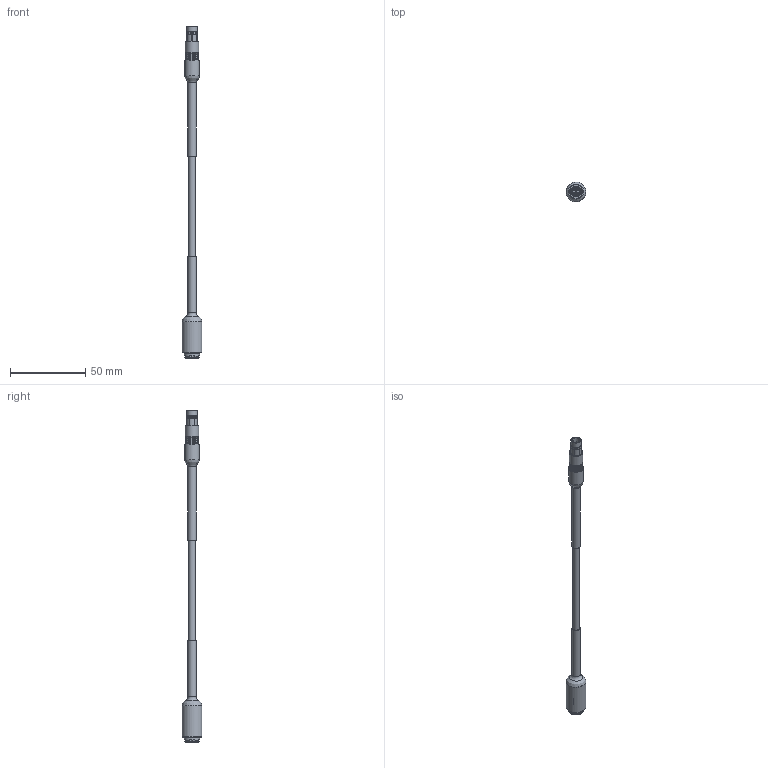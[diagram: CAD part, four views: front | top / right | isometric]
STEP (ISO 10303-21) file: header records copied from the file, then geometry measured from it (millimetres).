
FILE_DESCRIPTION(/* description */ (''),/* implementation_level */ '2;1');
FILE_NAME(/* name */ 'CMX2006.stp',/* time_stamp */ '2017-05-08T13:57:40-04:00',/* author */ ('aneininger'),/* organization */ ('CONNECTION TECHNOLOGY CENTER'),/* preprocessor_version */ 'ST-DEVELOPER v16.5',/* originating_system */ 'Autodesk Inventor 2017',/* authorisation */ '');
FILE_SCHEMA (('AUTOMOTIVE_DESIGN { 1 0 10303 214 3 1 1 }'));
Length unit declared in the file: inch
Products named in the file (1): Part33
Bounding box: 13.21 x 13.21 x 219.9 mm (x, y, z)
Volume: 6905.6 mm3; surface area: 8611.2 mm2
Topology: 3 solids, 3 shells, 688 faces, 1721 edges, 1139 vertices
Faces by surface type: plane 363, cylinder 209, bspline 68, cone 42, torus 5, sphere 1
Full cylindrical faces by diameter (mm): 0.127 x19, 0.203 x38, 0.508 x14, 0.787 x14, 1.448 x2, 2.921 x1, 3.404 x1, 3.531 x1, 3.6 x1, 4.445 x1, 4.826 x2, 5.283 x1, 5.461 x2, 5.537 x1, 5.588 x1, 6.147 x1, 6.274 x1, 6.604 x1, 6.782 x1, 6.96 x2, 7.925 x1, 8.128 x4, 8.839 x5, 8.89 x1, 9 x1, 9.906 x1, 10 x1, 12.192 x1, 13.208 x1
Entity records: 21144 total; most frequent: CARTESIAN_POINT 5086, ORIENTED_EDGE 3040, DIRECTION 2958, EDGE_CURVE 1518, AXIS2_PLACEMENT_3D 1110, VERTEX_POINT 1093, EDGE_LOOP 949, LINE 738
